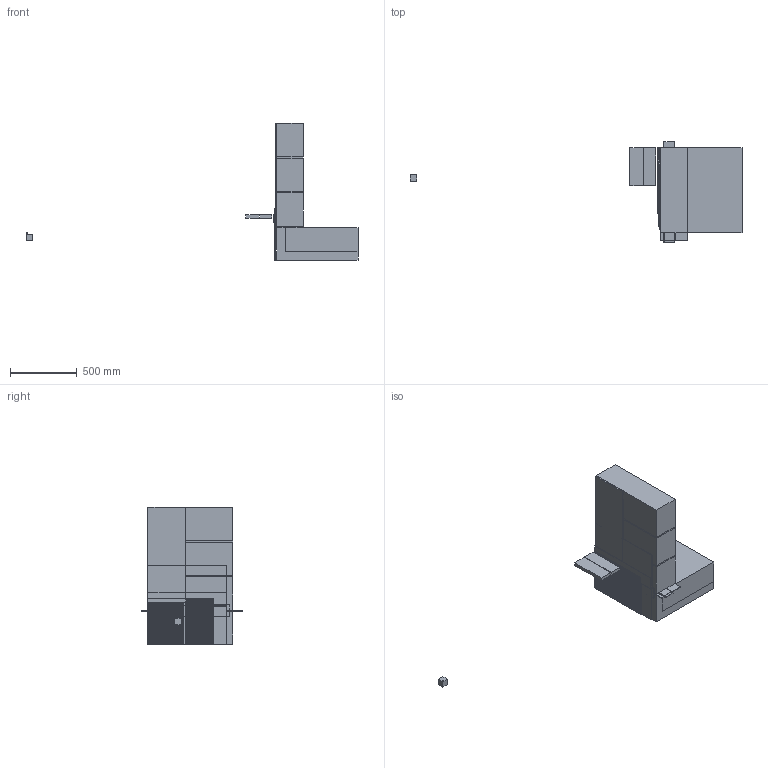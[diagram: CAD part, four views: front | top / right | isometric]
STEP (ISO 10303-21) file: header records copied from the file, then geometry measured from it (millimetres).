
FILE_DESCRIPTION(('STEP AP214'),'1');
FILE_NAME('20.03.14 CAD Sockel- Einschaliges Mauerwerk, nicht unterkellert, Anschluss.STP','2020-03-18T07:18:52',(' '),(' '),'Spatial InterOp 3D',' ',' ');
FILE_SCHEMA(('automotive_design'));
Length unit declared in the file: millimetre
Products named in the file (91): 3D WÜRFEL; Quader
Bounding box: 2488.24 x 751.26 x 1027.77 mm (x, y, z)
Volume: 200028677 mm3; surface area: 7381316.7 mm2
Topology: 91 solids, 91 shells, 579 faces, 1191 edges, 794 vertices
Faces by surface type: plane 579
Entity records: 21656 total; most frequent: CARTESIAN_POINT 2655, DIRECTION 2531, ORIENTED_EDGE 2382, EDGE_CURVE 1191, LINE 1191, VECTOR 1191, VERTEX_POINT 794, STYLED_ITEM 670
